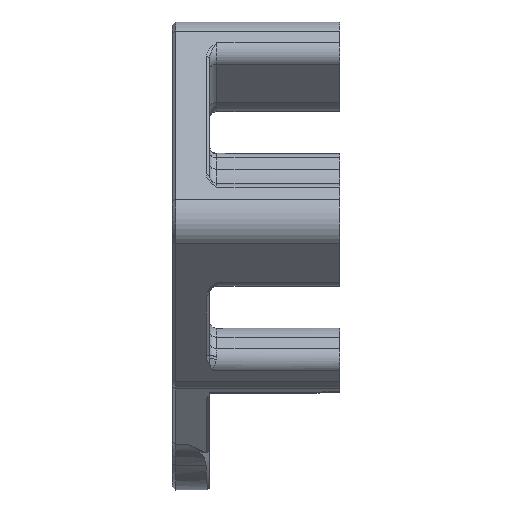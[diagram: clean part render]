
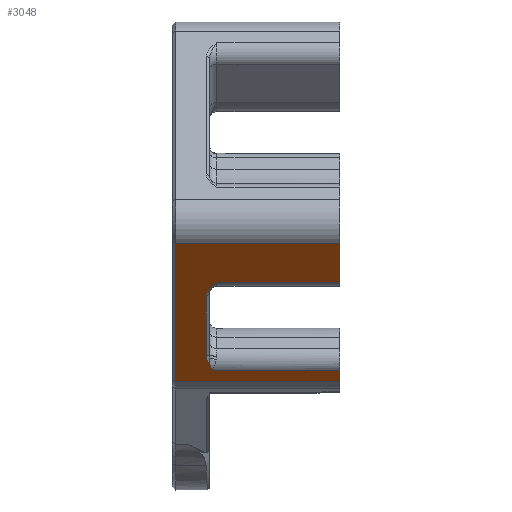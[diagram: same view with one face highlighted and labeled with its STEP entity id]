
A CAD part, front view. The second image highlights one B-rep face of the part: STEP entity #3048.
In plain terms, the highlighted planar face has unit normal (0, -0.707, -0.707).
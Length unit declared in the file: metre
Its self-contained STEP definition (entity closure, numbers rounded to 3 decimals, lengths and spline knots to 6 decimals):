
#92=B_SPLINE_CURVE_WITH_KNOTS('',3,(#4880,#4881,#4882,#4883,#4884,#4885,
#4886,#4887,#4888,#4889,#4890,#4891,#4892,#4893,#4894,#4895,#4896,#4897,
#4898,#4899,#4900,#4901,#4902,#4903,#4904,#4905,#4906,#4907,#4908,#4909,
#4910,#4911,#4912,#4913,#4914,#4915,#4916,#4917,#4918,#4919,#4920,#4921,
#4922,#4923,#4924,#4925),.UNSPECIFIED.,.F.,.F.,(4,3,3,3,3,3,3,3,3,3,3,3,
3,3,3,4),(-1.,-0.875,-0.8125,-0.78125,-0.75,-0.71875,-0.6875,-0.625,-0.5625,
-0.5,-0.4375,-0.375,-0.3125,-0.25,-0.125,0.),.UNSPECIFIED.);
#124=B_SPLINE_CURVE_WITH_KNOTS('',3,(#6324,#6325,#6326,#6327,#6328,#6329),
 .UNSPECIFIED.,.F.,.F.,(4,2,4),(0.,0.00037,0.000542),
 .UNSPECIFIED.);
#125=B_SPLINE_CURVE_WITH_KNOTS('',3,(#6331,#6332,#6333,#6334),
 .UNSPECIFIED.,.F.,.F.,(4,4),(0.,0.000836),.UNSPECIFIED.);
#157=B_SPLINE_CURVE_WITH_KNOTS('',3,(#7053,#7054,#7055,#7056),
 .UNSPECIFIED.,.F.,.F.,(4,4),(0.,1.),.UNSPECIFIED.);
#1185=ORIENTED_EDGE('',*,*,#1673,.F.);
#1186=ORIENTED_EDGE('',*,*,#1670,.F.);
#1187=ORIENTED_EDGE('',*,*,#1603,.F.);
#1188=ORIENTED_EDGE('',*,*,#1594,.F.);
#1189=ORIENTED_EDGE('',*,*,#1653,.T.);
#1190=ORIENTED_EDGE('',*,*,#1532,.F.);
#1191=ORIENTED_EDGE('',*,*,#1531,.F.);
#1192=ORIENTED_EDGE('',*,*,#1284,.T.);
#1193=ORIENTED_EDGE('',*,*,#1288,.T.);
#1194=ORIENTED_EDGE('',*,*,#1466,.T.);
#1195=ORIENTED_EDGE('',*,*,#1396,.F.);
#1196=ORIENTED_EDGE('',*,*,#1674,.F.);
#1284=EDGE_CURVE('',#1715,#1714,#1986,.T.);
#1288=EDGE_CURVE('',#1714,#1717,#92,.T.);
#1396=EDGE_CURVE('',#1798,#1799,#2040,.T.);
#1466=EDGE_CURVE('',#1717,#1799,#2085,.T.);
#1531=EDGE_CURVE('',#1715,#1873,#124,.T.);
#1532=EDGE_CURVE('',#1873,#1874,#125,.T.);
#1594=EDGE_CURVE('',#1922,#1923,#2139,.T.);
#1603=EDGE_CURVE('',#1923,#1929,#2140,.T.);
#1653=EDGE_CURVE('',#1922,#1874,#157,.T.);
#1670=EDGE_CURVE('',#1929,#1959,#2160,.T.);
#1673=EDGE_CURVE('',#1959,#1960,#2163,.T.);
#1674=EDGE_CURVE('',#1960,#1798,#2164,.T.);
#1714=VERTEX_POINT('',#4763);
#1715=VERTEX_POINT('',#4765);
#1717=VERTEX_POINT('',#4879);
#1798=VERTEX_POINT('',#5330);
#1799=VERTEX_POINT('',#5332);
#1873=VERTEX_POINT('',#6330);
#1874=VERTEX_POINT('',#6335);
#1922=VERTEX_POINT('',#6535);
#1923=VERTEX_POINT('',#6537);
#1929=VERTEX_POINT('',#6566);
#1959=VERTEX_POINT('',#7233);
#1960=VERTEX_POINT('',#7240);
#1986=LINE('',#4764,#2200);
#2040=LINE('',#5331,#2254);
#2085=LINE('',#5564,#2299);
#2139=LINE('',#6536,#2353);
#2140=LINE('',#6565,#2354);
#2160=LINE('',#7234,#2374);
#2163=LINE('',#7239,#2377);
#2164=LINE('',#7241,#2378);
#2200=VECTOR('',#3451,1.);
#2254=VECTOR('',#3673,1.);
#2299=VECTOR('',#3836,1.);
#2353=VECTOR('',#4030,1.);
#2354=VECTOR('',#4055,1.);
#2374=VECTOR('',#4175,1.);
#2377=VECTOR('',#4182,1.);
#2378=VECTOR('',#4183,1.);
#2588=EDGE_LOOP('',(#1185,#1186,#1187,#1188,#1189,#1190,#1191,#1192,#1193,
#1194,#1195,#1196));
#2800=FACE_BOUND('',#2588,.T.);
#2872=PLANE('',#3371);
#3048=ADVANCED_FACE('',(#2800),#2872,.T.);
#3371=AXIS2_PLACEMENT_3D('',#7238,#4180,#4181);
#3451=DIRECTION('',(0.,-0.707,0.707));
#3673=DIRECTION('',(0.,0.707,-0.707));
#3836=DIRECTION('',(1.,0.,0.));
#4030=DIRECTION('',(1.,0.,0.));
#4055=DIRECTION('',(0.,0.707,-0.707));
#4175=DIRECTION('',(-1.,0.,0.));
#4180=DIRECTION('',(0.,-0.707,-0.707));
#4181=DIRECTION('',(-1.,0.,0.));
#4182=DIRECTION('',(0.,-0.707,0.707));
#4183=DIRECTION('',(1.,0.,0.));
#4763=CARTESIAN_POINT('',(-0.00589,-0.053048,-0.007494));
#4764=CARTESIAN_POINT('',(-0.00589,-0.045111,-0.015431));
#4765=CARTESIAN_POINT('',(-0.00589,-0.045111,-0.015431));
#4879=CARTESIAN_POINT('',(-0.00449,-0.054842,-0.005699));
#4880=CARTESIAN_POINT('',(-0.00589,-0.053048,-0.007494));
#4881=CARTESIAN_POINT('',(-0.00589,-0.053136,-0.007405));
#4882=CARTESIAN_POINT('',(-0.005878,-0.053223,-0.007318));
#4883=CARTESIAN_POINT('',(-0.005856,-0.053309,-0.007232));
#4884=CARTESIAN_POINT('',(-0.005845,-0.053352,-0.007189));
#4885=CARTESIAN_POINT('',(-0.005832,-0.053395,-0.007146));
#4886=CARTESIAN_POINT('',(-0.005816,-0.053437,-0.007104));
#4887=CARTESIAN_POINT('',(-0.005808,-0.053458,-0.007083));
#4888=CARTESIAN_POINT('',(-0.0058,-0.053479,-0.007062));
#4889=CARTESIAN_POINT('',(-0.005791,-0.0535,-0.007041));
#4890=CARTESIAN_POINT('',(-0.005781,-0.053522,-0.00702));
#4891=CARTESIAN_POINT('',(-0.005772,-0.053543,-0.006999));
#4892=CARTESIAN_POINT('',(-0.005762,-0.053563,-0.006978));
#4893=CARTESIAN_POINT('',(-0.005752,-0.053584,-0.006957));
#4894=CARTESIAN_POINT('',(-0.005741,-0.053605,-0.006936));
#4895=CARTESIAN_POINT('',(-0.00573,-0.053625,-0.006916));
#4896=CARTESIAN_POINT('',(-0.005719,-0.053646,-0.006895));
#4897=CARTESIAN_POINT('',(-0.005707,-0.053666,-0.006875));
#4898=CARTESIAN_POINT('',(-0.005695,-0.053686,-0.006855));
#4899=CARTESIAN_POINT('',(-0.005671,-0.053726,-0.006815));
#4900=CARTESIAN_POINT('',(-0.005645,-0.053766,-0.006775));
#4901=CARTESIAN_POINT('',(-0.005618,-0.053805,-0.006736));
#4902=CARTESIAN_POINT('',(-0.00559,-0.053844,-0.006697));
#4903=CARTESIAN_POINT('',(-0.005561,-0.053882,-0.006659));
#4904=CARTESIAN_POINT('',(-0.005531,-0.05392,-0.006621));
#4905=CARTESIAN_POINT('',(-0.0055,-0.053958,-0.006583));
#4906=CARTESIAN_POINT('',(-0.005469,-0.053995,-0.006546));
#4907=CARTESIAN_POINT('',(-0.005436,-0.054032,-0.006509));
#4908=CARTESIAN_POINT('',(-0.005402,-0.054069,-0.006472));
#4909=CARTESIAN_POINT('',(-0.005368,-0.054105,-0.006436));
#4910=CARTESIAN_POINT('',(-0.005333,-0.054141,-0.0064));
#4911=CARTESIAN_POINT('',(-0.005297,-0.054177,-0.006364));
#4912=CARTESIAN_POINT('',(-0.00526,-0.054213,-0.006328));
#4913=CARTESIAN_POINT('',(-0.005223,-0.054248,-0.006293));
#4914=CARTESIAN_POINT('',(-0.005185,-0.054283,-0.006258));
#4915=CARTESIAN_POINT('',(-0.005147,-0.054317,-0.006224));
#4916=CARTESIAN_POINT('',(-0.005108,-0.054351,-0.00619));
#4917=CARTESIAN_POINT('',(-0.005069,-0.054386,-0.006156));
#4918=CARTESIAN_POINT('',(-0.00503,-0.054419,-0.006122));
#4919=CARTESIAN_POINT('',(-0.004989,-0.054453,-0.006089));
#4920=CARTESIAN_POINT('',(-0.004909,-0.054519,-0.006022));
#4921=CARTESIAN_POINT('',(-0.004827,-0.054585,-0.005957));
#4922=CARTESIAN_POINT('',(-0.004743,-0.054649,-0.005892));
#4923=CARTESIAN_POINT('',(-0.004659,-0.054714,-0.005827));
#4924=CARTESIAN_POINT('',(-0.004575,-0.054778,-0.005763));
#4925=CARTESIAN_POINT('',(-0.00449,-0.054842,-0.005699));
#5330=CARTESIAN_POINT('',(0.01151,-0.059862,-0.000679));
#5331=CARTESIAN_POINT('',(0.01151,-0.044737,-0.015804));
#5332=CARTESIAN_POINT('',(0.01151,-0.054842,-0.005699));
#5564=CARTESIAN_POINT('',(-0.00449,-0.054842,-0.005699));
#6324=CARTESIAN_POINT('',(-0.00589,-0.045111,-0.015431));
#6325=CARTESIAN_POINT('',(-0.00589,-0.045022,-0.015519));
#6326=CARTESIAN_POINT('',(-0.005878,-0.044935,-0.015606));
#6327=CARTESIAN_POINT('',(-0.005846,-0.044809,-0.015732));
#6328=CARTESIAN_POINT('',(-0.005834,-0.04477,-0.015772));
#6329=CARTESIAN_POINT('',(-0.005819,-0.04473,-0.015811));
#6330=CARTESIAN_POINT('',(-0.005819,-0.04473,-0.015811));
#6331=CARTESIAN_POINT('',(-0.005819,-0.04473,-0.015811));
#6332=CARTESIAN_POINT('',(-0.00575,-0.044539,-0.016002));
#6333=CARTESIAN_POINT('',(-0.005634,-0.044358,-0.016183));
#6334=CARTESIAN_POINT('',(-0.00549,-0.044188,-0.016353));
#6335=CARTESIAN_POINT('',(-0.005491,-0.04419,-0.016351));
#6535=CARTESIAN_POINT('',(-0.004943,-0.043316,-0.017225));
#6536=CARTESIAN_POINT('',(-0.0077,-0.043316,-0.017225));
#6537=CARTESIAN_POINT('',(0.01151,-0.043316,-0.017225));
#6565=CARTESIAN_POINT('',(0.01151,-0.052303,-0.008238));
#6566=CARTESIAN_POINT('',(0.01151,-0.041831,-0.01871));
#7053=CARTESIAN_POINT('',(-0.004943,-0.043316,-0.017225));
#7054=CARTESIAN_POINT('',(-0.005207,-0.043601,-0.01694));
#7055=CARTESIAN_POINT('',(-0.00539,-0.043892,-0.016649));
#7056=CARTESIAN_POINT('',(-0.005491,-0.04419,-0.016351));
#7233=CARTESIAN_POINT('',(-0.00989,-0.041831,-0.01871));
#7234=CARTESIAN_POINT('',(-0.0101,-0.041831,-0.01871));
#7238=CARTESIAN_POINT('',(-0.0103,-0.059869,-0.000672));
#7239=CARTESIAN_POINT('',(-0.00989,-0.052983,-0.007558));
#7240=CARTESIAN_POINT('',(-0.00989,-0.059862,-0.000679));
#7241=CARTESIAN_POINT('',(-0.00989,-0.059862,-0.000679));
